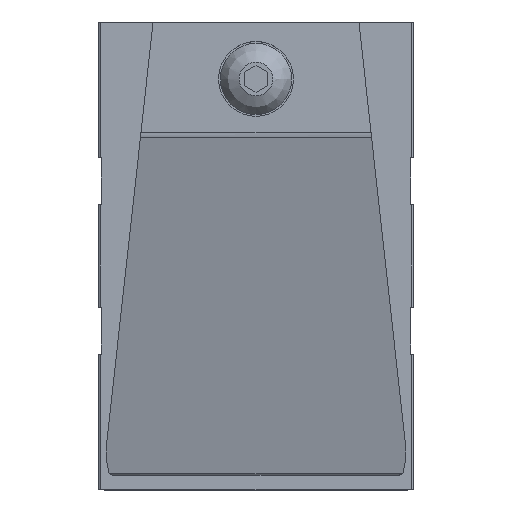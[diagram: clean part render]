
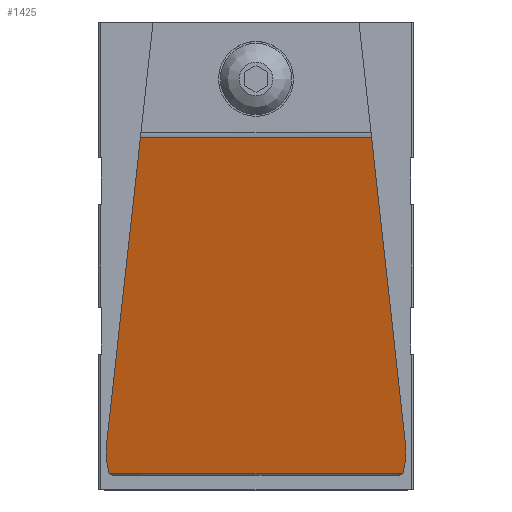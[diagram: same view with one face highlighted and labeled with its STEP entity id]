
A CAD part, top view. The second image highlights one B-rep face of the part: STEP entity #1425.
In plain terms, the highlighted planar face has unit normal (0, -0.236, 0.972).
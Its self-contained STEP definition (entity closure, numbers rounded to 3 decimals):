
#22=ELLIPSE('',#1561,0.571,0.555);
#23=ELLIPSE('',#1564,8.369,8.132);
#25=ELLIPSE('',#1570,8.369,8.132);
#26=ELLIPSE('',#1573,0.571,0.555);
#64=PLANE('',#1579);
#137=FACE_OUTER_BOUND('',#221,.T.);
#221=EDGE_LOOP('',(#1099,#1100,#1101,#1102,#1103,#1104,#1105,#1106));
#302=LINE('',#2184,#460);
#306=LINE('',#2233,#464);
#314=LINE('',#2283,#472);
#315=LINE('',#2285,#473);
#460=VECTOR('',#1750,1.);
#464=VECTOR('',#1772,1.);
#472=VECTOR('',#1800,1.);
#473=VECTOR('',#1803,1.);
#659=VERTEX_POINT('',#2181);
#660=VERTEX_POINT('',#2183);
#661=VERTEX_POINT('',#2187);
#662=VERTEX_POINT('',#2188);
#665=VERTEX_POINT('',#2222);
#669=VERTEX_POINT('',#2231);
#672=VERTEX_POINT('',#2240);
#674=VERTEX_POINT('',#2246);
#808=EDGE_CURVE('',#660,#659,#302,.T.);
#810=EDGE_CURVE('',#661,#662,#22,.T.);
#814=EDGE_CURVE('',#662,#665,#23,.T.);
#819=EDGE_CURVE('',#665,#669,#306,.T.);
#824=EDGE_CURVE('',#659,#672,#25,.T.);
#827=EDGE_CURVE('',#672,#674,#26,.T.);
#832=EDGE_CURVE('',#661,#674,#314,.T.);
#833=EDGE_CURVE('',#669,#660,#315,.T.);
#1099=ORIENTED_EDGE('',*,*,#819,.T.);
#1100=ORIENTED_EDGE('',*,*,#833,.T.);
#1101=ORIENTED_EDGE('',*,*,#808,.T.);
#1102=ORIENTED_EDGE('',*,*,#824,.T.);
#1103=ORIENTED_EDGE('',*,*,#827,.T.);
#1104=ORIENTED_EDGE('',*,*,#832,.F.);
#1105=ORIENTED_EDGE('',*,*,#810,.T.);
#1106=ORIENTED_EDGE('',*,*,#814,.T.);
#1425=ADVANCED_FACE('',(#137),#64,.T.);
#1561=AXIS2_PLACEMENT_3D('',#2189,#1755,#1756);
#1564=AXIS2_PLACEMENT_3D('',#2223,#1762,#1763);
#1570=AXIS2_PLACEMENT_3D('',#2242,#1780,#1781);
#1573=AXIS2_PLACEMENT_3D('',#2274,#1786,#1787);
#1579=AXIS2_PLACEMENT_3D('',#2286,#1804,#1805);
#1750=DIRECTION('',(-0.107,-0.966,-0.235));
#1755=DIRECTION('center_axis',(0.,-0.236,
0.972));
#1756=DIRECTION('ref_axis',(0.,-0.972,-0.236));
#1762=DIRECTION('center_axis',(0.,-0.236,0.972));
#1763=DIRECTION('ref_axis',(0.,-0.972,-0.236));
#1772=DIRECTION('',(-0.107,0.966,0.235));
#1780=DIRECTION('center_axis',(0.,-0.236,0.972));
#1781=DIRECTION('ref_axis',(0.,0.972,0.236));
#1786=DIRECTION('center_axis',(0.,-0.236,0.972));
#1787=DIRECTION('ref_axis',(0.,-0.972,-0.236));
#1800=DIRECTION('',(-1.,0.,0.));
#1803=DIRECTION('',(-1.,0.,0.));
#1804=DIRECTION('center_axis',(0.,-0.236,0.972));
#1805=DIRECTION('ref_axis',(0.,0.972,0.236));
#2181=CARTESIAN_POINT('',(-15.93,-19.74,11.257));
#2183=CARTESIAN_POINT('',(-12.351,12.667,19.144));
#2184=CARTESIAN_POINT('',(-13.933,-1.654,15.659));
#2187=CARTESIAN_POINT('',(15.612,-23.28,10.395));
#2188=CARTESIAN_POINT('',(15.754,-23.053,10.45));
#2189=CARTESIAN_POINT('Origin',(15.226,-22.881,10.492));
#2222=CARTESIAN_POINT('',(15.93,-19.74,11.257));
#2223=CARTESIAN_POINT('Origin',(7.893,-20.974,10.957));
#2231=CARTESIAN_POINT('',(12.351,12.667,19.144));
#2233=CARTESIAN_POINT('',(14.124,-3.386,15.237));
#2240=CARTESIAN_POINT('',(-15.754,-23.053,10.45));
#2242=CARTESIAN_POINT('Origin',(-7.893,-20.974,10.957));
#2246=CARTESIAN_POINT('',(-15.612,-23.28,10.395));
#2274=CARTESIAN_POINT('Origin',(-15.226,-22.881,10.492));
#2283=CARTESIAN_POINT('',(16.8,-23.28,10.395));
#2285=CARTESIAN_POINT('',(16.8,12.667,19.144));
#2286=CARTESIAN_POINT('Origin',(16.8,-5.306,14.77));
